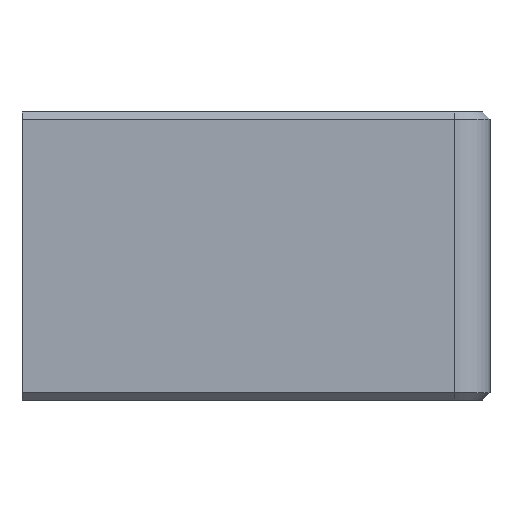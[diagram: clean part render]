
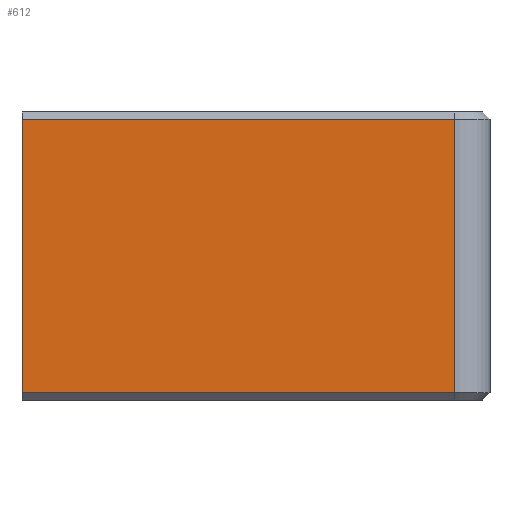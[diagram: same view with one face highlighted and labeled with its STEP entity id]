
A CAD part, left-side view. The second image highlights one B-rep face of the part: STEP entity #612.
In plain terms, the highlighted planar face has unit normal (-1, 0, 0).
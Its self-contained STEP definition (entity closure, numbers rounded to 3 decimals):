
#426 = EDGE_CURVE('',#427,#429,#431,.T.);
#427 = VERTEX_POINT('',#428);
#428 = CARTESIAN_POINT('',(-42.5,40.,-19.));
#429 = VERTEX_POINT('',#430);
#430 = CARTESIAN_POINT('',(-42.5,40.,19.));
#431 = LINE('',#432,#433);
#432 = CARTESIAN_POINT('',(-42.5,40.,-20.));
#433 = VECTOR('',#434,1.);
#434 = DIRECTION('',(0.,0.,1.));
#481 = EDGE_CURVE('',#482,#484,#486,.T.);
#482 = VERTEX_POINT('',#483);
#483 = CARTESIAN_POINT('',(-42.5,-20.,-19.));
#484 = VERTEX_POINT('',#485);
#485 = CARTESIAN_POINT('',(-42.5,-20.,19.));
#486 = LINE('',#487,#488);
#487 = CARTESIAN_POINT('',(-42.5,-20.,-20.));
#488 = VECTOR('',#489,1.);
#489 = DIRECTION('',(0.,0.,1.));
#583 = EDGE_CURVE('',#482,#427,#584,.T.);
#584 = LINE('',#585,#586);
#585 = CARTESIAN_POINT('',(-42.5,-20.,-19.));
#586 = VECTOR('',#587,1.);
#587 = DIRECTION('',(0.,1.,0.));
#600 = EDGE_CURVE('',#484,#429,#601,.T.);
#601 = LINE('',#602,#603);
#602 = CARTESIAN_POINT('',(-42.5,-20.,19.));
#603 = VECTOR('',#604,1.);
#604 = DIRECTION('',(0.,1.,0.));
#612 = ADVANCED_FACE('',(#613),#619,.T.);
#613 = FACE_BOUND('',#614,.T.);
#614 = EDGE_LOOP('',(#615,#616,#617,#618));
#615 = ORIENTED_EDGE('',*,*,#481,.T.);
#616 = ORIENTED_EDGE('',*,*,#600,.T.);
#617 = ORIENTED_EDGE('',*,*,#426,.F.);
#618 = ORIENTED_EDGE('',*,*,#583,.F.);
#619 = PLANE('',#620);
#620 = AXIS2_PLACEMENT_3D('',#621,#622,#623);
#621 = CARTESIAN_POINT('',(-42.5,-20.,-20.));
#622 = DIRECTION('',(-1.,0.,0.));
#623 = DIRECTION('',(0.,1.,0.));
